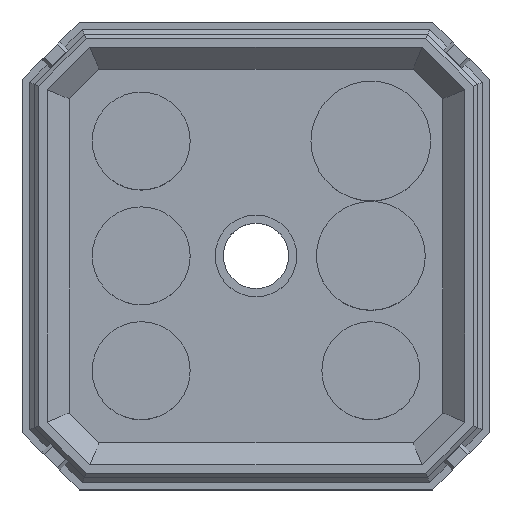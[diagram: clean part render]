
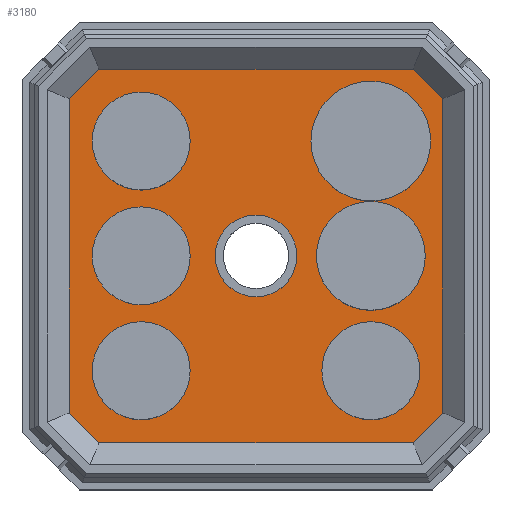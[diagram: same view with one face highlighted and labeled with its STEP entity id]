
A CAD part, top view. The second image highlights one B-rep face of the part: STEP entity #3180.
In plain terms, the highlighted planar face has unit normal (0, 0, 1).
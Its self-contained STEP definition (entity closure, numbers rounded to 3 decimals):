
#2968 = VERTEX_POINT('',#2969);
#2969 = CARTESIAN_POINT('',(3.75,0.,2.));
#2977 = EDGE_CURVE('',#2968,#2968,#2978,.T.);
#2978 = CIRCLE('',#2979,3.75);
#2979 = AXIS2_PLACEMENT_3D('',#2980,#2981,#2982);
#2980 = CARTESIAN_POINT('',(0.,0.,2.));
#2981 = DIRECTION('',(0.,0.,1.));
#2982 = DIRECTION('',(1.,0.,0.));
#3180 = ADVANCED_FACE('',(#3181,#3247,#3258,#3269,#3272,#3283,#3294,
    #3305),#3316,.T.);
#3181 = FACE_BOUND('',#3182,.T.);
#3182 = EDGE_LOOP('',(#3183,#3193,#3201,#3209,#3217,#3225,#3233,#3241));
#3183 = ORIENTED_EDGE('',*,*,#3184,.T.);
#3184 = EDGE_CURVE('',#3185,#3187,#3189,.T.);
#3185 = VERTEX_POINT('',#3186);
#3186 = CARTESIAN_POINT('',(-17.175,14.436,2.));
#3187 = VERTEX_POINT('',#3188);
#3188 = CARTESIAN_POINT('',(-17.175,-14.436,2.));
#3189 = LINE('',#3190,#3191);
#3190 = CARTESIAN_POINT('',(-17.175,15.265,2.));
#3191 = VECTOR('',#3192,1.);
#3192 = DIRECTION('',(0.,-1.,0.));
#3193 = ORIENTED_EDGE('',*,*,#3194,.T.);
#3194 = EDGE_CURVE('',#3187,#3195,#3197,.T.);
#3195 = VERTEX_POINT('',#3196);
#3196 = CARTESIAN_POINT('',(-14.436,-17.175,2.));
#3197 = LINE('',#3198,#3199);
#3198 = CARTESIAN_POINT('',(-17.761,-13.851,2.));
#3199 = VECTOR('',#3200,1.);
#3200 = DIRECTION('',(0.707,-0.707,0.));
#3201 = ORIENTED_EDGE('',*,*,#3202,.T.);
#3202 = EDGE_CURVE('',#3195,#3203,#3205,.T.);
#3203 = VERTEX_POINT('',#3204);
#3204 = CARTESIAN_POINT('',(14.436,-17.175,2.));
#3205 = LINE('',#3206,#3207);
#3206 = CARTESIAN_POINT('',(-15.265,-17.175,2.));
#3207 = VECTOR('',#3208,1.);
#3208 = DIRECTION('',(1.,0.,0.));
#3209 = ORIENTED_EDGE('',*,*,#3210,.T.);
#3210 = EDGE_CURVE('',#3203,#3211,#3213,.T.);
#3211 = VERTEX_POINT('',#3212);
#3212 = CARTESIAN_POINT('',(17.175,-14.436,2.));
#3213 = LINE('',#3214,#3215);
#3214 = CARTESIAN_POINT('',(13.851,-17.761,2.));
#3215 = VECTOR('',#3216,1.);
#3216 = DIRECTION('',(0.707,0.707,0.));
#3217 = ORIENTED_EDGE('',*,*,#3218,.T.);
#3218 = EDGE_CURVE('',#3211,#3219,#3221,.T.);
#3219 = VERTEX_POINT('',#3220);
#3220 = CARTESIAN_POINT('',(17.175,14.436,2.));
#3221 = LINE('',#3222,#3223);
#3222 = CARTESIAN_POINT('',(17.175,-15.265,2.));
#3223 = VECTOR('',#3224,1.);
#3224 = DIRECTION('',(0.,1.,0.));
#3225 = ORIENTED_EDGE('',*,*,#3226,.T.);
#3226 = EDGE_CURVE('',#3219,#3227,#3229,.T.);
#3227 = VERTEX_POINT('',#3228);
#3228 = CARTESIAN_POINT('',(14.436,17.175,2.));
#3229 = LINE('',#3230,#3231);
#3230 = CARTESIAN_POINT('',(17.761,13.851,2.));
#3231 = VECTOR('',#3232,1.);
#3232 = DIRECTION('',(-0.707,0.707,0.));
#3233 = ORIENTED_EDGE('',*,*,#3234,.T.);
#3234 = EDGE_CURVE('',#3227,#3235,#3237,.T.);
#3235 = VERTEX_POINT('',#3236);
#3236 = CARTESIAN_POINT('',(-14.436,17.175,2.));
#3237 = LINE('',#3238,#3239);
#3238 = CARTESIAN_POINT('',(15.265,17.175,2.));
#3239 = VECTOR('',#3240,1.);
#3240 = DIRECTION('',(-1.,0.,0.));
#3241 = ORIENTED_EDGE('',*,*,#3242,.T.);
#3242 = EDGE_CURVE('',#3235,#3185,#3243,.T.);
#3243 = LINE('',#3244,#3245);
#3244 = CARTESIAN_POINT('',(-13.851,17.761,2.));
#3245 = VECTOR('',#3246,1.);
#3246 = DIRECTION('',(-0.707,-0.707,0.));
#3247 = FACE_BOUND('',#3248,.T.);
#3248 = EDGE_LOOP('',(#3249));
#3249 = ORIENTED_EDGE('',*,*,#3250,.T.);
#3250 = EDGE_CURVE('',#3251,#3251,#3253,.T.);
#3251 = VERTEX_POINT('',#3252);
#3252 = CARTESIAN_POINT('',(-6.05,-10.55,2.));
#3253 = CIRCLE('',#3254,4.5);
#3254 = AXIS2_PLACEMENT_3D('',#3255,#3256,#3257);
#3255 = CARTESIAN_POINT('',(-10.55,-10.55,2.));
#3256 = DIRECTION('',(0.,0.,-1.));
#3257 = DIRECTION('',(1.,0.,0.));
#3258 = FACE_BOUND('',#3259,.T.);
#3259 = EDGE_LOOP('',(#3260));
#3260 = ORIENTED_EDGE('',*,*,#3261,.T.);
#3261 = EDGE_CURVE('',#3262,#3262,#3264,.T.);
#3262 = VERTEX_POINT('',#3263);
#3263 = CARTESIAN_POINT('',(-6.05,0.,2.));
#3264 = CIRCLE('',#3265,4.5);
#3265 = AXIS2_PLACEMENT_3D('',#3266,#3267,#3268);
#3266 = CARTESIAN_POINT('',(-10.55,0.,2.));
#3267 = DIRECTION('',(0.,0.,-1.));
#3268 = DIRECTION('',(1.,0.,0.));
#3269 = FACE_BOUND('',#3270,.T.);
#3270 = EDGE_LOOP('',(#3271));
#3271 = ORIENTED_EDGE('',*,*,#2977,.F.);
#3272 = FACE_BOUND('',#3273,.T.);
#3273 = EDGE_LOOP('',(#3274));
#3274 = ORIENTED_EDGE('',*,*,#3275,.T.);
#3275 = EDGE_CURVE('',#3276,#3276,#3278,.T.);
#3276 = VERTEX_POINT('',#3277);
#3277 = CARTESIAN_POINT('',(15.05,-10.55,2.));
#3278 = CIRCLE('',#3279,4.5);
#3279 = AXIS2_PLACEMENT_3D('',#3280,#3281,#3282);
#3280 = CARTESIAN_POINT('',(10.55,-10.55,2.));
#3281 = DIRECTION('',(0.,0.,-1.));
#3282 = DIRECTION('',(1.,0.,0.));
#3283 = FACE_BOUND('',#3284,.T.);
#3284 = EDGE_LOOP('',(#3285));
#3285 = ORIENTED_EDGE('',*,*,#3286,.T.);
#3286 = EDGE_CURVE('',#3287,#3287,#3289,.T.);
#3287 = VERTEX_POINT('',#3288);
#3288 = CARTESIAN_POINT('',(15.55,0.,2.));
#3289 = CIRCLE('',#3290,5.);
#3290 = AXIS2_PLACEMENT_3D('',#3291,#3292,#3293);
#3291 = CARTESIAN_POINT('',(10.55,0.,2.));
#3292 = DIRECTION('',(0.,0.,-1.));
#3293 = DIRECTION('',(1.,0.,0.));
#3294 = FACE_BOUND('',#3295,.T.);
#3295 = EDGE_LOOP('',(#3296));
#3296 = ORIENTED_EDGE('',*,*,#3297,.T.);
#3297 = EDGE_CURVE('',#3298,#3298,#3300,.T.);
#3298 = VERTEX_POINT('',#3299);
#3299 = CARTESIAN_POINT('',(-6.05,10.55,2.));
#3300 = CIRCLE('',#3301,4.5);
#3301 = AXIS2_PLACEMENT_3D('',#3302,#3303,#3304);
#3302 = CARTESIAN_POINT('',(-10.55,10.55,2.));
#3303 = DIRECTION('',(0.,0.,-1.));
#3304 = DIRECTION('',(1.,0.,0.));
#3305 = FACE_BOUND('',#3306,.T.);
#3306 = EDGE_LOOP('',(#3307));
#3307 = ORIENTED_EDGE('',*,*,#3308,.T.);
#3308 = EDGE_CURVE('',#3309,#3309,#3311,.T.);
#3309 = VERTEX_POINT('',#3310);
#3310 = CARTESIAN_POINT('',(16.05,10.55,2.));
#3311 = CIRCLE('',#3312,5.5);
#3312 = AXIS2_PLACEMENT_3D('',#3313,#3314,#3315);
#3313 = CARTESIAN_POINT('',(10.55,10.55,2.));
#3314 = DIRECTION('',(0.,0.,-1.));
#3315 = DIRECTION('',(1.,0.,0.));
#3316 = PLANE('',#3317);
#3317 = AXIS2_PLACEMENT_3D('',#3318,#3319,#3320);
#3318 = CARTESIAN_POINT('',(0.,0.,2.));
#3319 = DIRECTION('',(0.,0.,1.));
#3320 = DIRECTION('',(1.,0.,0.));
